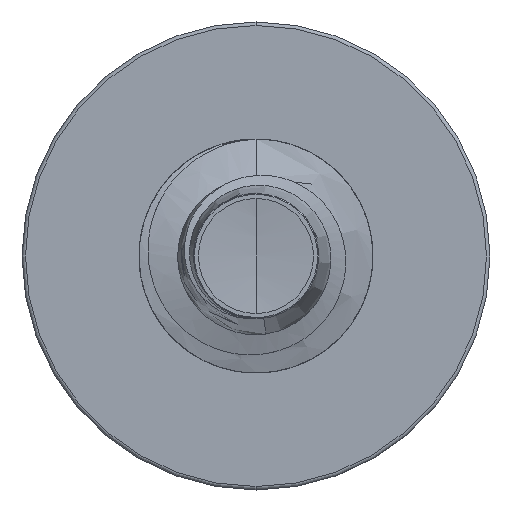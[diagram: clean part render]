
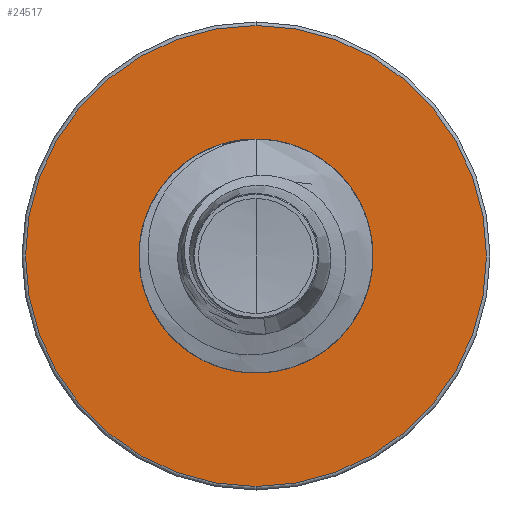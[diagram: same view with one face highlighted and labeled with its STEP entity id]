
A CAD part, front view. The second image highlights one B-rep face of the part: STEP entity #24517.
In plain terms, the highlighted planar face has unit normal (0, -1, 0).
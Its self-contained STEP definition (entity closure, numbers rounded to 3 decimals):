
#1216 = AXIS2_PLACEMENT_3D ( 'NONE', #14633, #28559, #16935 ) ;
#1273 = EDGE_CURVE ( 'NONE', #22767, #16742, #6127, .T. ) ;
#4352 = DIRECTION ( 'NONE',  ( 0., 0., 1. ) ) ;
#4360 = DIRECTION ( 'NONE',  ( 0., 1., 0. ) ) ;
#4386 = CARTESIAN_POINT ( 'NONE',  ( 0., 32.5, 0. ) ) ;
#5123 = CARTESIAN_POINT ( 'NONE',  ( 0., 32.5, 0. ) ) ;
#6127 = CIRCLE ( 'NONE', #22620, 5.91 ) ;
#7592 = VERTEX_POINT ( 'NONE', #13558 ) ;
#7729 = EDGE_LOOP ( 'NONE', ( #22208, #27231 ) ) ;
#8080 = DIRECTION ( 'NONE',  ( 0., 0., 1. ) ) ;
#8836 = EDGE_CURVE ( 'NONE', #16742, #22767, #17285, .T. ) ;
#9706 = AXIS2_PLACEMENT_3D ( 'NONE', #12253, #26764, #14693 ) ;
#10294 = ORIENTED_EDGE ( 'NONE', *, *, #8836, .F. ) ;
#10878 = AXIS2_PLACEMENT_3D ( 'NONE', #23992, #27730, #15929 ) ;
#12253 = CARTESIAN_POINT ( 'NONE',  ( 0., 32.5, 0. ) ) ;
#13252 = CIRCLE ( 'NONE', #1216, 2.842 ) ;
#13475 = EDGE_LOOP ( 'NONE', ( #10294, #16798 ) ) ;
#13558 = CARTESIAN_POINT ( 'NONE',  ( 0., 32.5, 2.842 ) ) ;
#13953 = FACE_BOUND ( 'NONE', #7729, .T. ) ;
#14633 = CARTESIAN_POINT ( 'NONE',  ( 0., 32.5, 0. ) ) ;
#14693 = DIRECTION ( 'NONE',  ( 0., 0., 1. ) ) ;
#14868 = EDGE_CURVE ( 'NONE', #28576, #7592, #17261, .T. ) ;
#15929 = DIRECTION ( 'NONE',  ( 0., 0., 1. ) ) ;
#16742 = VERTEX_POINT ( 'NONE', #23154 ) ;
#16798 = ORIENTED_EDGE ( 'NONE', *, *, #1273, .F. ) ;
#16935 = DIRECTION ( 'NONE',  ( 0., 0., 1. ) ) ;
#17261 = CIRCLE ( 'NONE', #20438, 2.842 ) ;
#17285 = CIRCLE ( 'NONE', #9706, 5.91 ) ;
#17983 = CARTESIAN_POINT ( 'NONE',  ( 0., 32.5, -2.842 ) ) ;
#19136 = EDGE_CURVE ( 'NONE', #7592, #28576, #13252, .T. ) ;
#20117 = PLANE ( 'NONE',  #10878 ) ;
#20438 = AXIS2_PLACEMENT_3D ( 'NONE', #5123, #21980, #8080 ) ;
#21980 = DIRECTION ( 'NONE',  ( 0., 1., 0. ) ) ;
#22208 = ORIENTED_EDGE ( 'NONE', *, *, #19136, .T. ) ;
#22620 = AXIS2_PLACEMENT_3D ( 'NONE', #4386, #4360, #4352 ) ;
#22767 = VERTEX_POINT ( 'NONE', #24263 ) ;
#23154 = CARTESIAN_POINT ( 'NONE',  ( 0., 32.5, 5.91 ) ) ;
#23992 = CARTESIAN_POINT ( 'NONE',  ( 0., 32.5, -2.842 ) ) ;
#24263 = CARTESIAN_POINT ( 'NONE',  ( 0., 32.5, -5.91 ) ) ;
#24517 = ADVANCED_FACE ( 'NONE', ( #29276, #13953 ), #20117, .F. ) ;
#26764 = DIRECTION ( 'NONE',  ( 0., 1., 0. ) ) ;
#27231 = ORIENTED_EDGE ( 'NONE', *, *, #14868, .T. ) ;
#27730 = DIRECTION ( 'NONE',  ( 0., 1., 0. ) ) ;
#28559 = DIRECTION ( 'NONE',  ( 0., 1., 0. ) ) ;
#28576 = VERTEX_POINT ( 'NONE', #17983 ) ;
#29276 = FACE_OUTER_BOUND ( 'NONE', #13475, .T. ) ;
